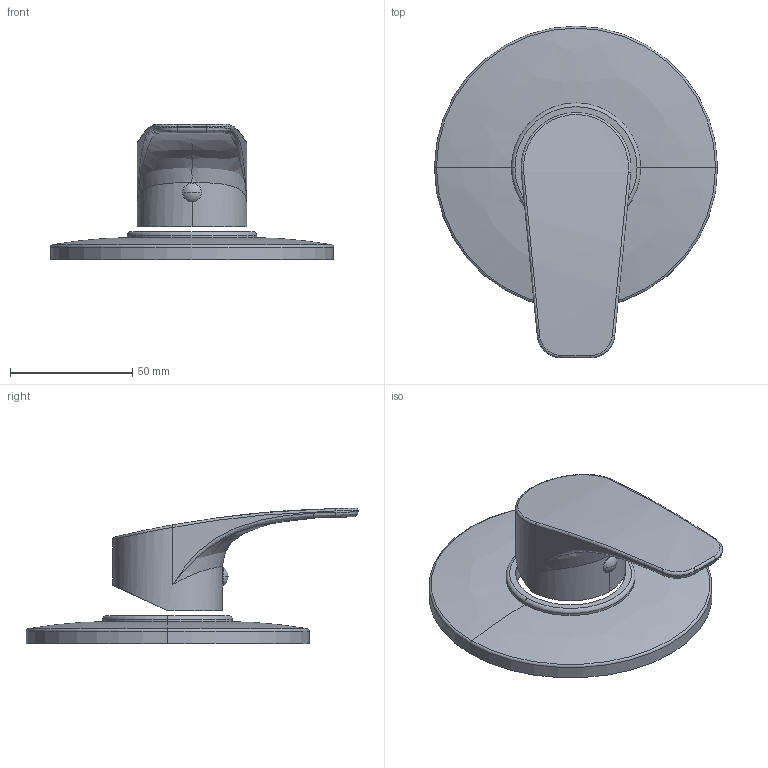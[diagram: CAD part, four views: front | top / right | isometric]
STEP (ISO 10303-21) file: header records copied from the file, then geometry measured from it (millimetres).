
FILE_DESCRIPTION((''),'2;1');
FILE_NAME('LM010CREST','2021-11-29T13:39:08',('ut3'),('PAFFONI SpA'),'CREO PARAMETRIC BY PTC INC, 2020044','CREO PARAMETRIC BY PTC INC, 2020044','');
FILE_SCHEMA(('CONFIG_CONTROL_DESIGN','SHAPE_APPEARANCE_LAYERS_GROUPS'));
Length unit declared in the file: millimetre
Products named in the file (1): LM010CREST
Bounding box: 116 x 136 x 55.5 mm (x, y, z)
Volume: 37244.7 mm3; surface area: 42628.9 mm2
Topology: 2 solids, 3 shells, 157 faces, 374 edges, 223 vertices
Faces by surface type: cylinder 56, plane 49, bspline 29, cone 13, torus 6, sphere 4
Entity records: 9454 total; most frequent: CARTESIAN_POINT 4878, ORIENTED_EDGE 744, DIRECTION 657, EDGE_CURVE 372, AXIS2_PLACEMENT_3D 250, VERTEX_POINT 223, EDGE_LOOP 171, VECTOR 157
